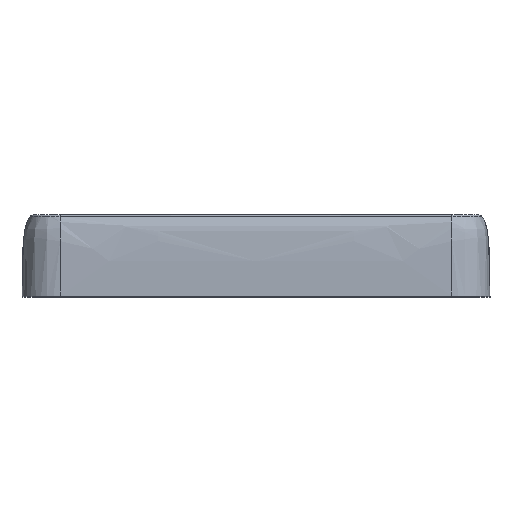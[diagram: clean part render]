
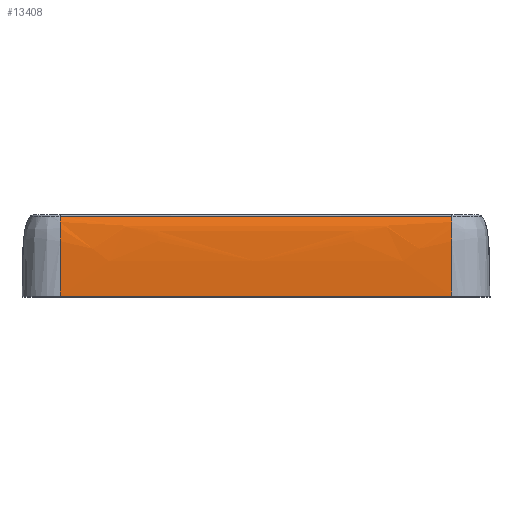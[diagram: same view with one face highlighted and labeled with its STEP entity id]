
A CAD part, top view. The second image highlights one B-rep face of the part: STEP entity #13408.
In plain terms, the highlighted free-form (B-spline) face has degree [2, 1] with [3, 2] control points.
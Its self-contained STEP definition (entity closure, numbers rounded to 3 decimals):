
#29=(
BOUNDED_CURVE()
B_SPLINE_CURVE(2,(#20156,#20157,#20158),.UNSPECIFIED.,.F.,.F.)
B_SPLINE_CURVE_WITH_KNOTS((3,3),(0.,1.526),.UNSPECIFIED.)
CURVE()
GEOMETRIC_REPRESENTATION_ITEM()
RATIONAL_B_SPLINE_CURVE((1.,1.509,1.066))
REPRESENTATION_ITEM('')
);
#30=(
BOUNDED_CURVE()
B_SPLINE_CURVE(2,(#20174,#20175,#20176),.UNSPECIFIED.,.F.,.F.)
B_SPLINE_CURVE_WITH_KNOTS((3,3),(0.,1.526),.UNSPECIFIED.)
CURVE()
GEOMETRIC_REPRESENTATION_ITEM()
RATIONAL_B_SPLINE_CURVE((1.,1.509,1.066))
REPRESENTATION_ITEM('')
);
#38=(
BOUNDED_SURFACE()
B_SPLINE_SURFACE(2,1,((#20177,#20178),(#20179,#20180),(#20181,#20182)),
 .UNSPECIFIED.,.F.,.F.,.F.)
B_SPLINE_SURFACE_WITH_KNOTS((3,3),(2,2),(0.,1.631),(-3.85,
3.85),.UNSPECIFIED.)
GEOMETRIC_REPRESENTATION_ITEM()
RATIONAL_B_SPLINE_SURFACE(((1.,1.),(1.544,1.544),
(1.,1.)))
REPRESENTATION_ITEM('')
SURFACE()
);
#52=B_SPLINE_CURVE_WITH_KNOTS('',3,(#19797,#19798,#19799,#19800),
 .UNSPECIFIED.,.F.,.F.,(4,4),(0.,7.7),
 .UNSPECIFIED.);
#529=FACE_OUTER_BOUND('',#1251,.T.);
#1251=EDGE_LOOP('',(#9056,#9057,#9058,#9059));
#2002=LINE('',#20086,#3404);
#3404=VECTOR('',#15550,10.);
#5456=VERTEX_POINT('',#19759);
#5458=VERTEX_POINT('',#19790);
#5495=VERTEX_POINT('',#20080);
#5497=VERTEX_POINT('',#20084);
#6847=EDGE_CURVE('',#5456,#5458,#52,.T.);
#6893=EDGE_CURVE('',#5497,#5495,#2002,.T.);
#6923=EDGE_CURVE('',#5495,#5456,#29,.T.);
#6924=EDGE_CURVE('',#5497,#5458,#30,.T.);
#9056=ORIENTED_EDGE('',*,*,#6847,.F.);
#9057=ORIENTED_EDGE('',*,*,#6923,.F.);
#9058=ORIENTED_EDGE('',*,*,#6893,.F.);
#9059=ORIENTED_EDGE('',*,*,#6924,.T.);
#13408=ADVANCED_FACE('',(#529),#38,.F.);
#15550=DIRECTION('',(-1.,0.,0.));
#19759=CARTESIAN_POINT('',(-38.497,15.675,67.858));
#19790=CARTESIAN_POINT('',(38.503,15.675,67.858));
#19797=CARTESIAN_POINT('Ctrl Pts',(-38.497,15.675,67.858));
#19798=CARTESIAN_POINT('Ctrl Pts',(-12.831,15.675,67.858));
#19799=CARTESIAN_POINT('Ctrl Pts',(12.836,15.675,67.858));
#19800=CARTESIAN_POINT('Ctrl Pts',(38.503,15.675,67.858));
#20080=CARTESIAN_POINT('',(-38.497,0.,69.5));
#20084=CARTESIAN_POINT('',(38.503,0.,69.5));
#20086=CARTESIAN_POINT('',(0.,0.,69.5));
#20156=CARTESIAN_POINT('Ctrl Pts',(-38.497,0.,69.5));
#20157=CARTESIAN_POINT('Ctrl Pts',(-38.497,13.88,69.5));
#20158=CARTESIAN_POINT('Ctrl Pts',(-38.497,15.675,67.858));
#20174=CARTESIAN_POINT('Ctrl Pts',(38.503,0.,69.5));
#20175=CARTESIAN_POINT('Ctrl Pts',(38.503,13.88,69.5));
#20176=CARTESIAN_POINT('Ctrl Pts',(38.503,15.675,67.858));
#20177=CARTESIAN_POINT('Ctrl Pts',(-38.497,0.,69.5));
#20178=CARTESIAN_POINT('Ctrl Pts',(38.503,0.,69.5));
#20179=CARTESIAN_POINT('Ctrl Pts',(-38.497,14.5,69.5));
#20180=CARTESIAN_POINT('Ctrl Pts',(38.503,14.5,69.5));
#20181=CARTESIAN_POINT('Ctrl Pts',(-38.497,16.,67.5));
#20182=CARTESIAN_POINT('Ctrl Pts',(38.503,16.,67.5));
